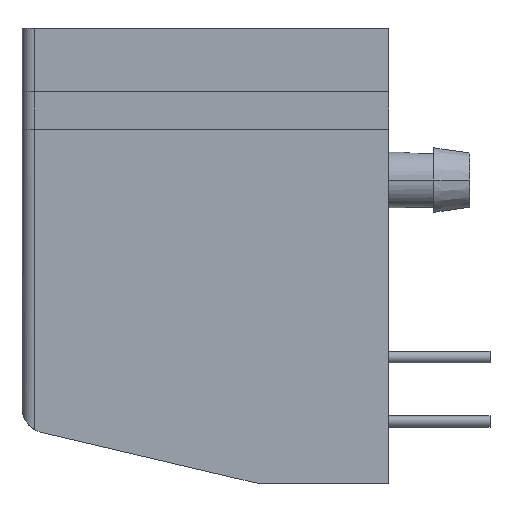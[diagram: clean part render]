
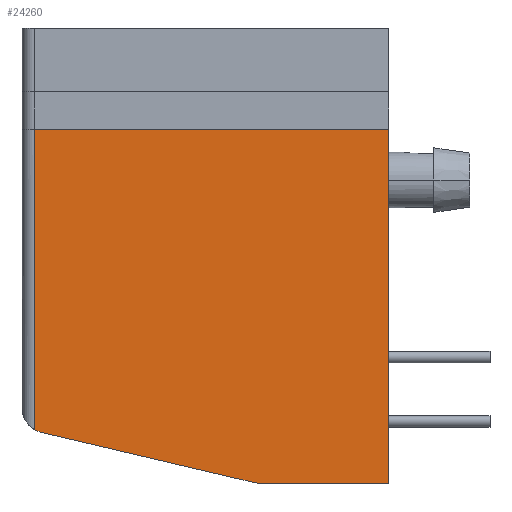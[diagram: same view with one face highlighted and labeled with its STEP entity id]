
A CAD part, left-side view. The second image highlights one B-rep face of the part: STEP entity #24260.
In plain terms, the highlighted planar face has unit normal (-1, 0, 0).
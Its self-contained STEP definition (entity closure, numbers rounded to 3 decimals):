
#6830=CARTESIAN_POINT('',(-6.2,0.,-18.));
#6840=VERTEX_POINT('',#6830);
#7200=CARTESIAN_POINT('',(-6.2,5.13,-18.));
#7210=VERTEX_POINT('',#7200);
#7240=CARTESIAN_POINT('',(-6.2,0.,-18.));
#7250=DIRECTION('',(0.,1.,0.));
#7260=VECTOR('',#7250,1.);
#7270=LINE('',#7240,#7260);
#7280=EDGE_CURVE('',#6840,#7210,#7270,.T.);
#13380=CARTESIAN_POINT('',(-6.2,0.,0.));
#13390=DIRECTION('',(0.,0.,-1.));
#13400=VECTOR('',#13390,1.);
#13410=LINE('',#13380,#13400);
#13420=CARTESIAN_POINT('',(-6.2,0.,-4.));
#13430=VERTEX_POINT('',#13420);
#13440=EDGE_CURVE('',#13430,#6840,#13410,.T.);
#15200=CARTESIAN_POINT('',(-6.2,13.729,-15.973));
#15210=VERTEX_POINT('',#15200);
#15240=CARTESIAN_POINT('',(-6.2,0.,-19.209));
#15250=DIRECTION('',(0.,-0.973,-0.229));
#15260=VECTOR('',#15250,1.);
#15270=LINE('',#15240,#15260);
#15280=EDGE_CURVE('',#15210,#7210,#15270,.T.);
#15480=CARTESIAN_POINT('',(-6.2,0.,-4.));
#15490=DIRECTION('',(0.,1.,0.));
#15500=VECTOR('',#15490,1.);
#15510=LINE('',#15480,#15500);
#15520=CARTESIAN_POINT('',(-6.2,14.,-4.));
#15530=VERTEX_POINT('',#15520);
#15540=EDGE_CURVE('',#13430,#15530,#15510,.T.);
#19660=CARTESIAN_POINT('',(-6.2,14.,-15.866));
#19670=VERTEX_POINT('',#19660);
#19700=CARTESIAN_POINT('',(-6.2,13.5,-15.));
#19710=DIRECTION('',(1.,0.,0.));
#19720=DIRECTION('',(0.,0.,-1.));
#19730=AXIS2_PLACEMENT_3D('',#19700,#19710,#19720);
#19740=CIRCLE('',#19730,1.);
#19750=EDGE_CURVE('',#15210,#19670,#19740,.T.);
#24080=CARTESIAN_POINT('',(-6.2,7.,-9.25));
#24090=DIRECTION('',(1.,-0.,0.));
#24100=DIRECTION('',(0.,0.,-1.));
#24110=AXIS2_PLACEMENT_3D('',#24080,#24090,#24100);
#24120=PLANE('',#24110);
#24130=ORIENTED_EDGE('',*,*,#15540,.T.);
#24140=ORIENTED_EDGE('',*,*,#13440,.F.);
#24150=ORIENTED_EDGE('',*,*,#7280,.F.);
#24160=ORIENTED_EDGE('',*,*,#15280,.T.);
#24170=ORIENTED_EDGE('',*,*,#19750,.F.);
#24180=CARTESIAN_POINT('',(-6.2,14.,0.));
#24190=DIRECTION('',(0.,-0.,1.));
#24200=VECTOR('',#24190,1.);
#24210=LINE('',#24180,#24200);
#24220=EDGE_CURVE('',#19670,#15530,#24210,.T.);
#24230=ORIENTED_EDGE('',*,*,#24220,.F.);
#24240=EDGE_LOOP('',(#24230,#24170,#24160,#24150,#24140,#24130));
#24250=FACE_OUTER_BOUND('',#24240,.T.);
#24260=ADVANCED_FACE('',(#24250),#24120,.F.);
